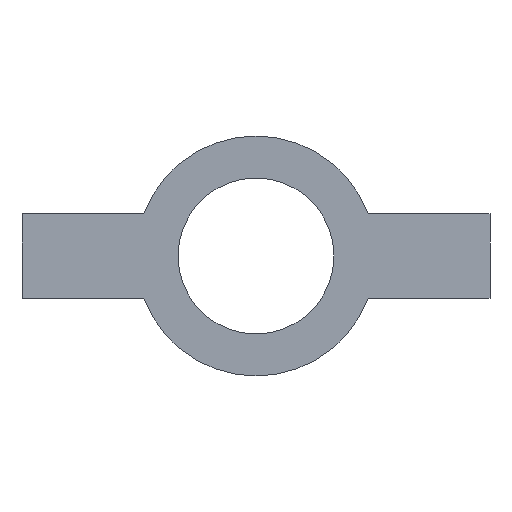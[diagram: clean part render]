
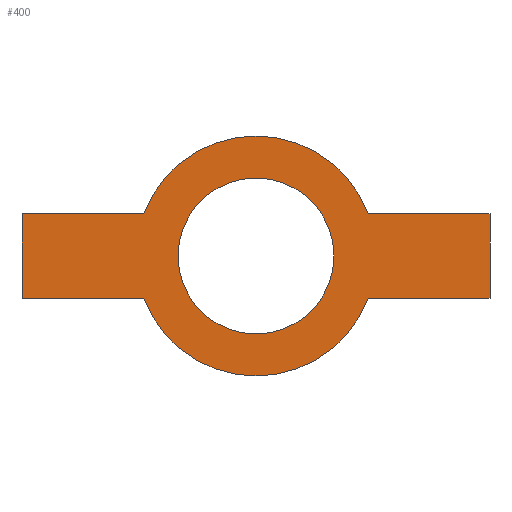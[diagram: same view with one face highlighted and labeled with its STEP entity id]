
A CAD part, front view. The second image highlights one B-rep face of the part: STEP entity #400.
In plain terms, the highlighted planar face has unit normal (0, -1, 0).
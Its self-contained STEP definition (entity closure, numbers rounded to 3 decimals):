
#19=FACE_BOUND('',#64,.T.);
#24=CIRCLE('',#438,20.);
#25=CIRCLE('',#439,20.);
#26=CIRCLE('',#440,13.);
#40=FACE_OUTER_BOUND('',#63,.T.);
#63=EDGE_LOOP('',(#297,#298,#299,#300,#301,#302,#303,#304));
#64=EDGE_LOOP('',(#305));
#95=LINE('',#599,#141);
#99=LINE('',#608,#145);
#103=LINE('',#615,#149);
#105=LINE('',#621,#151);
#106=LINE('',#623,#152);
#107=LINE('',#625,#153);
#141=VECTOR('',#486,10.);
#145=VECTOR('',#492,10.);
#149=VECTOR('',#498,10.);
#151=VECTOR('',#504,10.);
#152=VECTOR('',#505,10.);
#153=VECTOR('',#506,10.);
#183=VERTEX_POINT('',#597);
#184=VERTEX_POINT('',#598);
#187=VERTEX_POINT('',#606);
#188=VERTEX_POINT('',#607);
#191=VERTEX_POINT('',#618);
#192=VERTEX_POINT('',#620);
#193=VERTEX_POINT('',#622);
#194=VERTEX_POINT('',#624);
#195=VERTEX_POINT('',#627);
#223=EDGE_CURVE('',#183,#184,#95,.F.);
#227=EDGE_CURVE('',#187,#188,#99,.T.);
#231=EDGE_CURVE('',#184,#187,#103,.T.);
#233=EDGE_CURVE('',#191,#188,#24,.T.);
#234=EDGE_CURVE('',#192,#191,#105,.T.);
#235=EDGE_CURVE('',#193,#192,#106,.T.);
#236=EDGE_CURVE('',#194,#193,#107,.F.);
#237=EDGE_CURVE('',#194,#183,#25,.T.);
#238=EDGE_CURVE('',#195,#195,#26,.T.);
#297=ORIENTED_EDGE('',*,*,#233,.F.);
#298=ORIENTED_EDGE('',*,*,#234,.F.);
#299=ORIENTED_EDGE('',*,*,#235,.F.);
#300=ORIENTED_EDGE('',*,*,#236,.F.);
#301=ORIENTED_EDGE('',*,*,#237,.T.);
#302=ORIENTED_EDGE('',*,*,#223,.T.);
#303=ORIENTED_EDGE('',*,*,#231,.T.);
#304=ORIENTED_EDGE('',*,*,#227,.T.);
#305=ORIENTED_EDGE('',*,*,#238,.F.);
#381=PLANE('',#437);
#400=ADVANCED_FACE('',(#40,#19),#381,.F.);
#437=AXIS2_PLACEMENT_3D('',#617,#500,#501);
#438=AXIS2_PLACEMENT_3D('',#619,#502,#503);
#439=AXIS2_PLACEMENT_3D('',#626,#507,#508);
#440=AXIS2_PLACEMENT_3D('',#628,#509,#510);
#486=DIRECTION('',(-1.,0.,0.));
#492=DIRECTION('',(-1.,0.,0.));
#498=DIRECTION('',(0.,0.,1.));
#500=DIRECTION('center_axis',(0.,1.,0.));
#501=DIRECTION('ref_axis',(0.,0.,1.));
#502=DIRECTION('center_axis',(0.,1.,0.));
#503=DIRECTION('ref_axis',(1.,0.,0.));
#504=DIRECTION('',(1.,0.,0.));
#505=DIRECTION('',(0.,0.,1.));
#506=DIRECTION('',(1.,0.,0.));
#507=DIRECTION('center_axis',(0.,-1.,0.));
#508=DIRECTION('ref_axis',(-1.,0.,0.));
#509=DIRECTION('center_axis',(0.,-1.,0.));
#510=DIRECTION('ref_axis',(-1.,0.,0.));
#597=CARTESIAN_POINT('',(18.735,0.,-7.));
#598=CARTESIAN_POINT('',(39.,0.,-7.));
#599=CARTESIAN_POINT('',(23.16,0.,-7.));
#606=CARTESIAN_POINT('',(39.,0.,7.));
#607=CARTESIAN_POINT('',(18.735,0.,7.));
#608=CARTESIAN_POINT('',(34.,0.,7.));
#615=CARTESIAN_POINT('',(39.,0.,-5.25));
#617=CARTESIAN_POINT('Origin',(-29.,0.,-0.5));
#618=CARTESIAN_POINT('',(-18.735,0.,7.));
#619=CARTESIAN_POINT('Origin',(0.,0.,0.));
#620=CARTESIAN_POINT('',(-39.,0.,7.));
#621=CARTESIAN_POINT('',(-34.,0.,7.));
#622=CARTESIAN_POINT('',(-39.,0.,-7.));
#623=CARTESIAN_POINT('',(-39.,0.,-5.25));
#624=CARTESIAN_POINT('',(-18.735,0.,-7.));
#625=CARTESIAN_POINT('',(-23.16,0.,-7.));
#626=CARTESIAN_POINT('Origin',(0.,0.,0.));
#627=CARTESIAN_POINT('',(13.,0.,0.));
#628=CARTESIAN_POINT('Origin',(0.,0.,0.));
